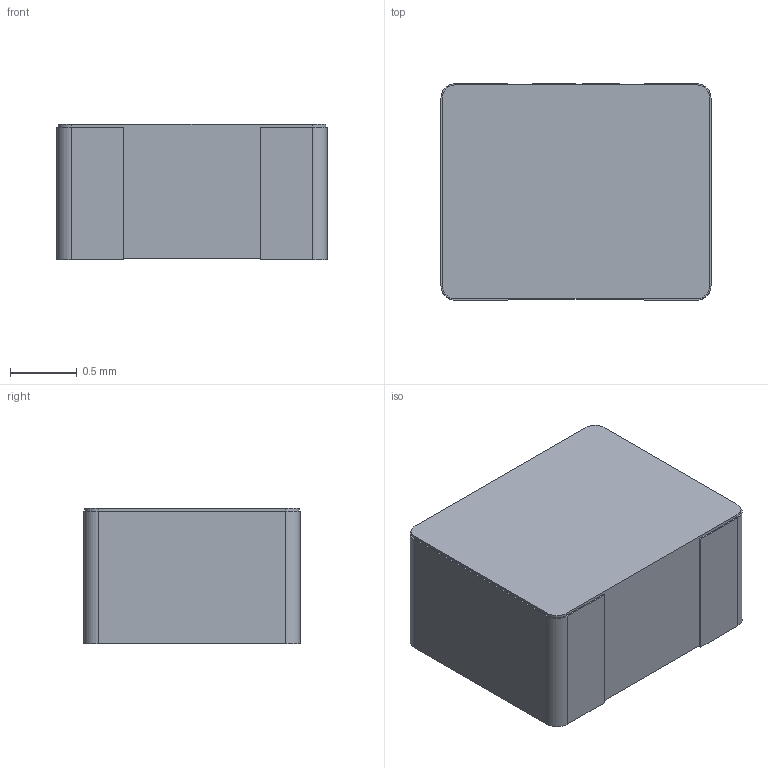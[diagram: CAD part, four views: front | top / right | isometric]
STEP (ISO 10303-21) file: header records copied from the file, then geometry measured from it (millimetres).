
FILE_DESCRIPTION (( 'STEP AP214' ), '1' );
FILE_NAME ('IND-SMD_L2.0-W1.6_MHCHL201610A-1R0M-Q8A.step', '2022-07-08T23:49:01', ( '' ), ( '' ), 'SwSTEP 2.0', 'SolidWorks 2020', '' );
FILE_SCHEMA (( 'AUTOMOTIVE_DESIGN' ));
Length unit declared in the file: millimetre
Products named in the file (1): IND-SMD_L2.0-W1.6_MHCHL201610A-1R0M-Q8A
Bounding box: 2.02 x 1.62 x 1.01 mm (x, y, z)
Volume: 3.3 mm3; surface area: 13.7 mm2
Topology: 1 solids, 1 shells, 309 faces, 843 edges, 562 vertices
Faces by surface type: plane 189, bspline 112, cylinder 8
Entity records: 14318 total; most frequent: CARTESIAN_POINT 3819, ORIENTED_EDGE 1686, DIRECTION 1027, EDGE_CURVE 843, LINE 599, VECTOR 599, VERTEX_POINT 562, EDGE_LOOP 335
